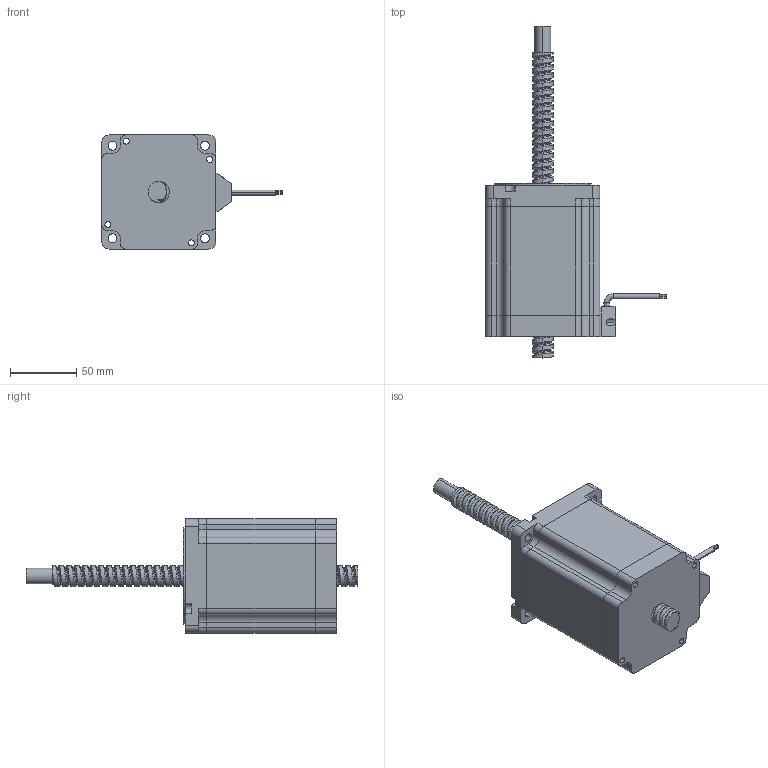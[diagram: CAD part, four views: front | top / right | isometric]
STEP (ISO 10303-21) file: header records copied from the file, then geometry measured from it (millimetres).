
FILE_DESCRIPTION (( 'STEP AP214' ), '1' );
FILE_NAME ('86N2114-S5.08-6004-L250-XXX.STEP', '2023-06-30T09:00:10', ( 'MM' ), ( 'Microsoft' ), 'SwSTEP 2.0', 'SolidWorks 2020', '' );
FILE_SCHEMA (( 'AUTOMOTIVE_DESIGN' ));
Length unit declared in the file: millimetre
Products named in the file (1): 86N2114-S5.08-6004-L250-XXX
Bounding box: 136 x 250 x 86 mm (x, y, z)
Volume: 783476.9 mm3; surface area: 81144.3 mm2
Topology: 2 solids, 2 shells, 258 faces, 703 edges, 461 vertices
Faces by surface type: cylinder 150, plane 89, torus 10, cone 5, bspline 4
Entity records: 26451 total; most frequent: CARTESIAN_POINT 18683, ORIENTED_EDGE 1406, DIRECTION 1368, EDGE_CURVE 703, AXIS2_PLACEMENT_3D 505, VERTEX_POINT 461, VECTOR 358, LINE 358
